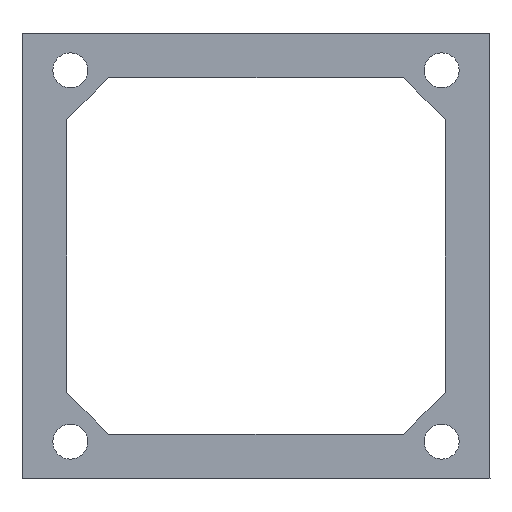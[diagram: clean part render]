
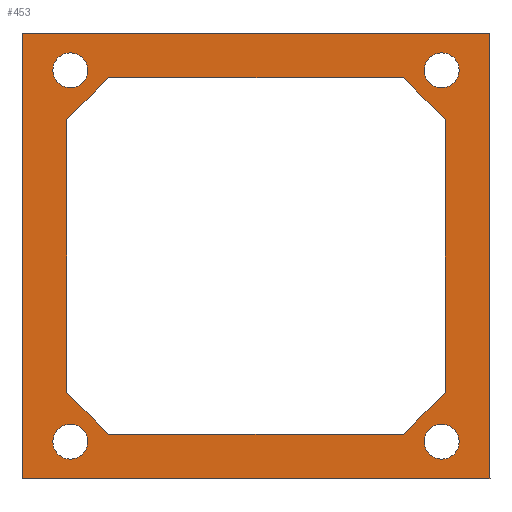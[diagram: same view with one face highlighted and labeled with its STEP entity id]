
A CAD part, left-side view. The second image highlights one B-rep face of the part: STEP entity #453.
In plain terms, the highlighted planar face has unit normal (-1, 0, 0).
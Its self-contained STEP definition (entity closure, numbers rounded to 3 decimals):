
#15=FACE_BOUND('',#80,.T.);
#16=FACE_BOUND('',#81,.T.);
#17=FACE_BOUND('',#82,.T.);
#18=FACE_BOUND('',#83,.T.);
#19=FACE_BOUND('',#84,.T.);
#25=CIRCLE('',#478,2.35);
#27=CIRCLE('',#481,2.35);
#29=CIRCLE('',#484,2.35);
#31=CIRCLE('',#487,2.35);
#57=FACE_OUTER_BOUND('',#79,.T.);
#79=EDGE_LOOP('',(#375,#376,#377,#378,#379,#380,#381,#382));
#80=EDGE_LOOP('',(#383,#384,#385,#386,#387,#388,#389,#390));
#81=EDGE_LOOP('',(#391));
#82=EDGE_LOOP('',(#392));
#83=EDGE_LOOP('',(#393));
#84=EDGE_LOOP('',(#394));
#91=LINE('',#617,#143);
#95=LINE('',#625,#147);
#98=LINE('',#631,#150);
#101=LINE('',#637,#153);
#104=LINE('',#643,#156);
#107=LINE('',#649,#159);
#110=LINE('',#655,#162);
#113=LINE('',#660,#165);
#121=LINE('',#693,#173);
#124=LINE('',#699,#176);
#127=LINE('',#705,#179);
#130=LINE('',#711,#182);
#133=LINE('',#717,#185);
#136=LINE('',#723,#188);
#139=LINE('',#729,#191);
#142=LINE('',#733,#194);
#143=VECTOR('',#503,10.);
#147=VECTOR('',#509,10.);
#150=VECTOR('',#514,10.);
#153=VECTOR('',#519,10.);
#156=VECTOR('',#524,10.);
#159=VECTOR('',#529,10.);
#162=VECTOR('',#534,10.);
#165=VECTOR('',#539,10.);
#173=VECTOR('',#573,10.);
#176=VECTOR('',#578,10.);
#179=VECTOR('',#583,10.);
#182=VECTOR('',#588,10.);
#185=VECTOR('',#593,10.);
#188=VECTOR('',#598,10.);
#191=VECTOR('',#603,10.);
#194=VECTOR('',#608,10.);
#195=VERTEX_POINT('',#615);
#196=VERTEX_POINT('',#616);
#199=VERTEX_POINT('',#624);
#201=VERTEX_POINT('',#630);
#203=VERTEX_POINT('',#636);
#205=VERTEX_POINT('',#642);
#207=VERTEX_POINT('',#648);
#209=VERTEX_POINT('',#654);
#211=VERTEX_POINT('',#663);
#213=VERTEX_POINT('',#669);
#215=VERTEX_POINT('',#675);
#217=VERTEX_POINT('',#681);
#221=VERTEX_POINT('',#690);
#222=VERTEX_POINT('',#692);
#224=VERTEX_POINT('',#698);
#226=VERTEX_POINT('',#704);
#228=VERTEX_POINT('',#710);
#230=VERTEX_POINT('',#716);
#232=VERTEX_POINT('',#722);
#234=VERTEX_POINT('',#728);
#235=EDGE_CURVE('',#195,#196,#91,.T.);
#239=EDGE_CURVE('',#199,#195,#95,.T.);
#242=EDGE_CURVE('',#201,#199,#98,.T.);
#245=EDGE_CURVE('',#203,#201,#101,.T.);
#248=EDGE_CURVE('',#205,#203,#104,.T.);
#251=EDGE_CURVE('',#207,#205,#107,.T.);
#254=EDGE_CURVE('',#209,#207,#110,.T.);
#257=EDGE_CURVE('',#196,#209,#113,.T.);
#259=EDGE_CURVE('',#211,#211,#25,.T.);
#262=EDGE_CURVE('',#213,#213,#27,.T.);
#265=EDGE_CURVE('',#215,#215,#29,.T.);
#268=EDGE_CURVE('',#217,#217,#31,.T.);
#273=EDGE_CURVE('',#222,#221,#121,.T.);
#276=EDGE_CURVE('',#224,#222,#124,.T.);
#279=EDGE_CURVE('',#226,#224,#127,.T.);
#282=EDGE_CURVE('',#228,#226,#130,.T.);
#285=EDGE_CURVE('',#230,#228,#133,.T.);
#288=EDGE_CURVE('',#232,#230,#136,.T.);
#291=EDGE_CURVE('',#234,#232,#139,.T.);
#294=EDGE_CURVE('',#221,#234,#142,.T.);
#375=ORIENTED_EDGE('',*,*,#294,.T.);
#376=ORIENTED_EDGE('',*,*,#291,.T.);
#377=ORIENTED_EDGE('',*,*,#288,.T.);
#378=ORIENTED_EDGE('',*,*,#285,.T.);
#379=ORIENTED_EDGE('',*,*,#282,.T.);
#380=ORIENTED_EDGE('',*,*,#279,.T.);
#381=ORIENTED_EDGE('',*,*,#276,.T.);
#382=ORIENTED_EDGE('',*,*,#273,.T.);
#383=ORIENTED_EDGE('',*,*,#235,.T.);
#384=ORIENTED_EDGE('',*,*,#257,.T.);
#385=ORIENTED_EDGE('',*,*,#254,.T.);
#386=ORIENTED_EDGE('',*,*,#251,.T.);
#387=ORIENTED_EDGE('',*,*,#248,.T.);
#388=ORIENTED_EDGE('',*,*,#245,.T.);
#389=ORIENTED_EDGE('',*,*,#242,.T.);
#390=ORIENTED_EDGE('',*,*,#239,.T.);
#391=ORIENTED_EDGE('',*,*,#268,.T.);
#392=ORIENTED_EDGE('',*,*,#265,.T.);
#393=ORIENTED_EDGE('',*,*,#262,.T.);
#394=ORIENTED_EDGE('',*,*,#259,.T.);
#431=PLANE('',#497);
#453=ADVANCED_FACE('',(#57,#15,#16,#17,#18,#19),#431,.T.);
#478=AXIS2_PLACEMENT_3D('',#664,#543,#544);
#481=AXIS2_PLACEMENT_3D('',#670,#550,#551);
#484=AXIS2_PLACEMENT_3D('',#676,#557,#558);
#487=AXIS2_PLACEMENT_3D('',#682,#564,#565);
#497=AXIS2_PLACEMENT_3D('',#734,#609,#610);
#503=DIRECTION('',(0.,0.,1.));
#509=DIRECTION('',(0.,0.707,0.707));
#514=DIRECTION('',(0.,1.,0.));
#519=DIRECTION('',(0.,0.707,-0.707));
#524=DIRECTION('',(0.,0.,-1.));
#529=DIRECTION('',(0.,-0.707,-0.707));
#534=DIRECTION('',(0.,-1.,0.));
#539=DIRECTION('',(0.,-0.707,0.707));
#543=DIRECTION('center_axis',(1.,0.,0.));
#544=DIRECTION('ref_axis',(0.,0.,
1.));
#550=DIRECTION('center_axis',(1.,0.,0.));
#551=DIRECTION('ref_axis',(0.,0.,
1.));
#557=DIRECTION('center_axis',(1.,0.,0.));
#558=DIRECTION('ref_axis',(0.,0.,
1.));
#564=DIRECTION('center_axis',(1.,0.,0.));
#565=DIRECTION('ref_axis',(0.,0.,
1.));
#573=DIRECTION('',(0.,1.,0.));
#578=DIRECTION('',(0.,0.,-1.));
#583=DIRECTION('',(0.,1.,0.));
#588=DIRECTION('',(0.,0.,1.));
#593=DIRECTION('',(0.,-1.,0.));
#598=DIRECTION('',(0.,0.,-1.));
#603=DIRECTION('',(0.,-1.,0.));
#608=DIRECTION('',(0.,0.,-1.));
#609=DIRECTION('center_axis',(-1.,0.,0.));
#610=DIRECTION('ref_axis',(0.,0.,
1.));
#615=CARTESIAN_POINT('',(138.251,235.548,833.761));
#616=CARTESIAN_POINT('',(138.251,235.548,870.471));
#617=CARTESIAN_POINT('',(138.251,235.548,842.938));
#624=CARTESIAN_POINT('',(138.251,229.903,828.116));
#625=CARTESIAN_POINT('',(138.251,230.939,829.152));
#630=CARTESIAN_POINT('',(138.251,190.193,828.116));
#631=CARTESIAN_POINT('',(138.251,200.12,828.116));
#636=CARTESIAN_POINT('',(138.251,184.548,833.761));
#637=CARTESIAN_POINT('',(138.251,186.334,831.975));
#642=CARTESIAN_POINT('',(138.251,184.548,870.471));
#643=CARTESIAN_POINT('',(138.251,184.548,861.294));
#648=CARTESIAN_POINT('',(138.251,190.193,876.116));
#649=CARTESIAN_POINT('',(138.251,189.157,875.08));
#654=CARTESIAN_POINT('',(138.251,229.903,876.116));
#655=CARTESIAN_POINT('',(138.251,219.976,876.116));
#660=CARTESIAN_POINT('',(138.251,233.762,872.257));
#663=CARTESIAN_POINT('',(138.251,235.048,874.766));
#664=CARTESIAN_POINT('Origin',(138.251,235.048,877.116));
#669=CARTESIAN_POINT('',(138.251,185.048,874.766));
#670=CARTESIAN_POINT('Origin',(138.251,185.048,877.116));
#675=CARTESIAN_POINT('',(138.251,235.048,824.766));
#676=CARTESIAN_POINT('Origin',(138.251,235.048,827.116));
#681=CARTESIAN_POINT('',(138.251,185.048,824.766));
#682=CARTESIAN_POINT('Origin',(138.251,185.048,827.116));
#690=CARTESIAN_POINT('',(138.251,241.548,882.109));
#692=CARTESIAN_POINT('',(138.251,231.548,882.109));
#693=CARTESIAN_POINT('',(138.251,231.548,882.109));
#698=CARTESIAN_POINT('',(138.251,231.548,882.116));
#699=CARTESIAN_POINT('',(138.251,231.548,882.116));
#704=CARTESIAN_POINT('',(138.251,178.548,882.116));
#705=CARTESIAN_POINT('',(138.251,178.548,882.116));
#710=CARTESIAN_POINT('',(138.251,178.548,822.116));
#711=CARTESIAN_POINT('',(138.251,178.548,822.116));
#716=CARTESIAN_POINT('',(138.251,231.548,822.116));
#717=CARTESIAN_POINT('',(138.251,231.548,822.116));
#722=CARTESIAN_POINT('',(138.251,231.548,822.123));
#723=CARTESIAN_POINT('',(138.251,231.548,822.123));
#728=CARTESIAN_POINT('',(138.251,241.548,822.123));
#729=CARTESIAN_POINT('',(138.251,241.548,822.123));
#733=CARTESIAN_POINT('',(138.251,241.548,882.109));
#734=CARTESIAN_POINT('Origin',(138.251,210.048,852.116));
